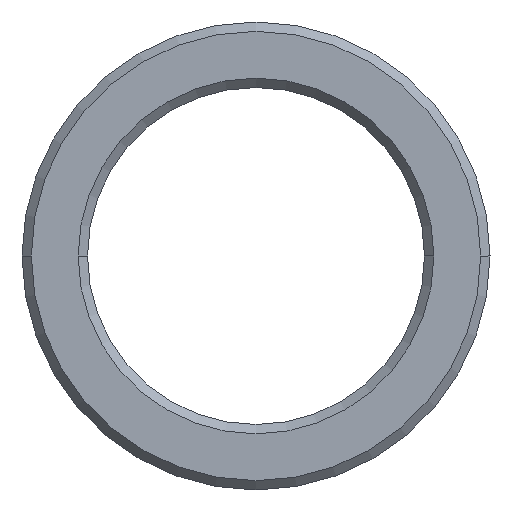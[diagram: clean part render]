
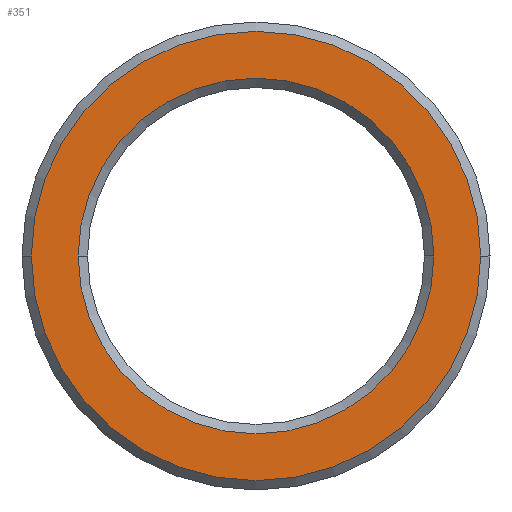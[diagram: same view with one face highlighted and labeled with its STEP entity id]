
A CAD part, left-side view. The second image highlights one B-rep face of the part: STEP entity #351.
In plain terms, the highlighted planar face has unit normal (-1, 0, 0).
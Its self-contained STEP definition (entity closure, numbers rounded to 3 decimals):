
#242=CARTESIAN_POINT('Vertex',(0.,9.5,0.)) ;
#249=CARTESIAN_POINT('Vertex',(0.,-9.5,0.)) ;
#252=CARTESIAN_POINT('Axis2P3D Location',(0.,0.,0.)) ;
#269=CARTESIAN_POINT('Axis2P3D Location',(0.,0.,0.)) ;
#324=CARTESIAN_POINT('Axis2P3D Location',(0.,0.,0.)) ;
#329=CARTESIAN_POINT('Axis2P3D Location',(0.,0.,0.)) ;
#333=CARTESIAN_POINT('Vertex',(0.,-12.,0.)) ;
#335=CARTESIAN_POINT('Vertex',(0.,12.,0.)) ;
#338=CARTESIAN_POINT('Axis2P3D Location',(0.,0.,0.)) ;
#253=DIRECTION('Axis2P3D Direction',(1.,0.,0.)) ;
#270=DIRECTION('Axis2P3D Direction',(1.,0.,0.)) ;
#325=DIRECTION('Axis2P3D Direction',(1.,0.,0.)) ;
#326=DIRECTION('Axis2P3D XDirection',(0.,1.,0.)) ;
#330=DIRECTION('Axis2P3D Direction',(1.,0.,0.)) ;
#339=DIRECTION('Axis2P3D Direction',(1.,0.,0.)) ;
#254=AXIS2_PLACEMENT_3D('Circle Axis2P3D',#252,#253,$) ;
#271=AXIS2_PLACEMENT_3D('Circle Axis2P3D',#269,#270,$) ;
#327=AXIS2_PLACEMENT_3D('Plane Axis2P3D',#324,#325,#326) ;
#331=AXIS2_PLACEMENT_3D('Circle Axis2P3D',#329,#330,$) ;
#340=AXIS2_PLACEMENT_3D('Circle Axis2P3D',#338,#339,$) ;
#344=ORIENTED_EDGE('',*,*,#337,.F.) ;
#345=ORIENTED_EDGE('',*,*,#342,.F.) ;
#348=ORIENTED_EDGE('',*,*,#256,.T.) ;
#349=ORIENTED_EDGE('',*,*,#273,.T.) ;
#350=FACE_BOUND('',#347,.T.) ;
#351=ADVANCED_FACE('Corps principal',(#346,#350),#328,.F.) ;
#255=CIRCLE('generated circle',#254,9.5) ;
#272=CIRCLE('generated circle',#271,9.5) ;
#332=CIRCLE('generated circle',#331,12.) ;
#341=CIRCLE('generated circle',#340,12.) ;
#256=EDGE_CURVE('',#243,#250,#255,.T.) ;
#273=EDGE_CURVE('',#250,#243,#272,.T.) ;
#337=EDGE_CURVE('',#334,#336,#332,.T.) ;
#342=EDGE_CURVE('',#336,#334,#341,.T.) ;
#343=EDGE_LOOP('',(#344,#345)) ;
#347=EDGE_LOOP('',(#348,#349)) ;
#346=FACE_OUTER_BOUND('',#343,.T.) ;
#328=PLANE('',#327) ;
#243=VERTEX_POINT('',#242) ;
#250=VERTEX_POINT('',#249) ;
#334=VERTEX_POINT('',#333) ;
#336=VERTEX_POINT('',#335) ;
